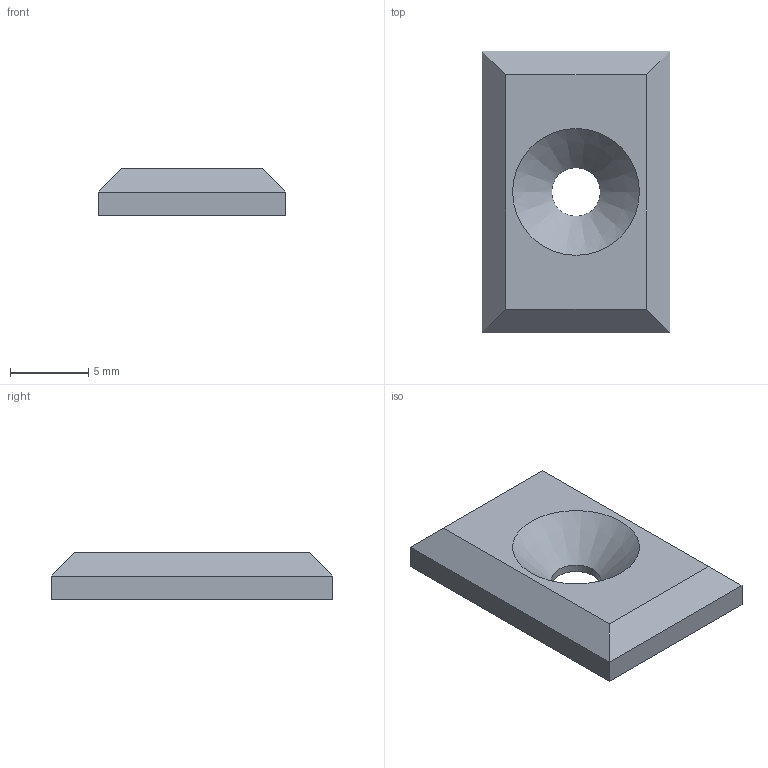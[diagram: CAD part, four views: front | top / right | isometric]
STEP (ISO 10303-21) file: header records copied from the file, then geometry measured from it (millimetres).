
FILE_DESCRIPTION(/* description */ ('Опора'),/* implementation_level */ '2;1');
FILE_NAME(/* name */ 'UNIT_Foot.step',/* time_stamp */ '2025-09-24T19:42:12+03:00',/* author */ ('pavlu'),/* organization */ (''),/* preprocessor_version */ 'ST-DEVELOPER v19.2',/* originating_system */ 'Autodesk Inventor 2024',/* authorisation */ '');
FILE_SCHEMA (('AUTOMOTIVE_DESIGN { 1 0 10303 214 3 1 1 }'));
Length unit declared in the file: millimetre
Products named in the file (1): Опора
Bounding box: 12 x 18 x 3 mm (x, y, z)
Volume: 515.6 mm3; surface area: 563.5 mm2
Topology: 1 solids, 1 shells, 12 faces, 25 edges, 15 vertices
Faces by surface type: plane 10, cone 1, cylinder 1
Full cylindrical faces by diameter (mm): 3.1 x1
Entity records: 359 total; most frequent: DIRECTION 54, CARTESIAN_POINT 53, ORIENTED_EDGE 50, EDGE_CURVE 25, LINE 22, VECTOR 22, AXIS2_PLACEMENT_3D 16, VERTEX_POINT 15
